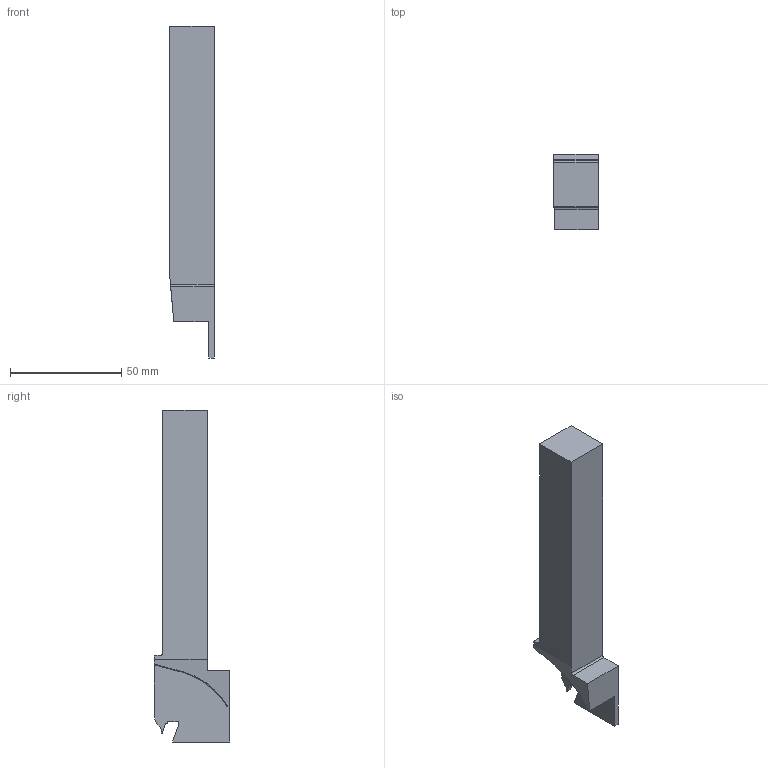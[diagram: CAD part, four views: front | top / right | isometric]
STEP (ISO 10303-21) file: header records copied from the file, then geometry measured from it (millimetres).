
FILE_DESCRIPTION(/* description */ (''),/* implementation_level */ '2;1');
FILE_NAME(/* name */ 'GWSL2020M00-F65.stp',/* time_stamp */ '2021-08-18T15:30:30+09:00',/* author */ (''),/* organization */ (''),/* preprocessor_version */ 'ST-DEVELOPER v16',/* originating_system */ 'SIEMENS PLM Software NX 10.0',/* authorisation */ '');
FILE_SCHEMA (('AUTOMOTIVE_DESIGN { 1 0 10303 214 3 1 1 1 }'));
Length unit declared in the file: millimetre
Products named in the file (1): GWSL2020M00-F65
Bounding box: 20 x 33.72 x 149 mm (x, y, z)
Volume: 51756.9 mm3; surface area: 13196.5 mm2
Topology: 1 solids, 1 shells, 42 faces, 117 edges, 80 vertices
Faces by surface type: plane 25, cylinder 15, torus 2
Entity records: 1428 total; most frequent: DIRECTION 244, CARTESIAN_POINT 244, ORIENTED_EDGE 234, EDGE_CURVE 117, LINE 84, VECTOR 84, AXIS2_PLACEMENT_3D 80, VERTEX_POINT 77
